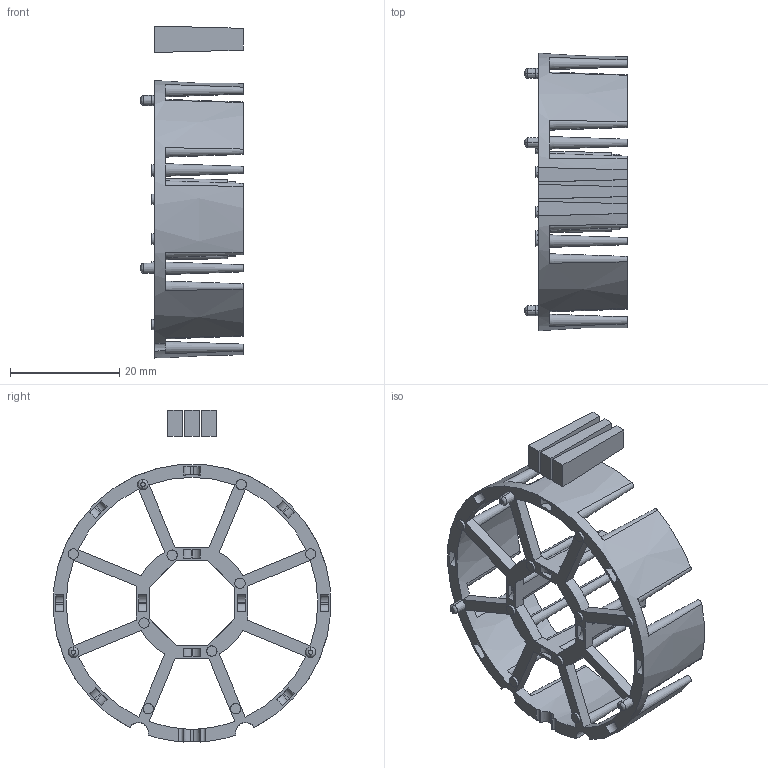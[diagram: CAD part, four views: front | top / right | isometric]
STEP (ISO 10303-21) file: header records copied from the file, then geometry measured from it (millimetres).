
FILE_DESCRIPTION((''),'2;1');
FILE_NAME('P_GUIDE-ONDE','2011-02-24T',('Michael'),('EPFL'),'PRO/ENGINEER BY PARAMETRIC TECHNOLOGY CORPORATION, 2008490','PRO/ENGINEER BY PARAMETRIC TECHNOLOGY CORPORATION, 2008490','');
FILE_SCHEMA(('AUTOMOTIVE_DESIGN_CC2 { 1 2 10303 214 -1 1 5 2 }'));
Length unit declared in the file: millimetre
Products named in the file (1): P_GUIDE-ONDE
Bounding box: 18.7 x 50.81 x 60.77 mm (x, y, z)
Volume: 5150.5 mm3; surface area: 7570.1 mm2
Topology: 4 solids, 4 shells, 231 faces, 600 edges, 398 vertices
Faces by surface type: plane 105, cone 94, cylinder 26, bspline 6
Entity records: 9369 total; most frequent: CARTESIAN_POINT 1717, DIRECTION 1242, ORIENTED_EDGE 1200, PRESENTATION_STYLE_ASSIGNMENT 604, STYLED_ITEM 604, CURVE_STYLE 600, EDGE_CURVE 600, AXIS2_PLACEMENT_3D 481
